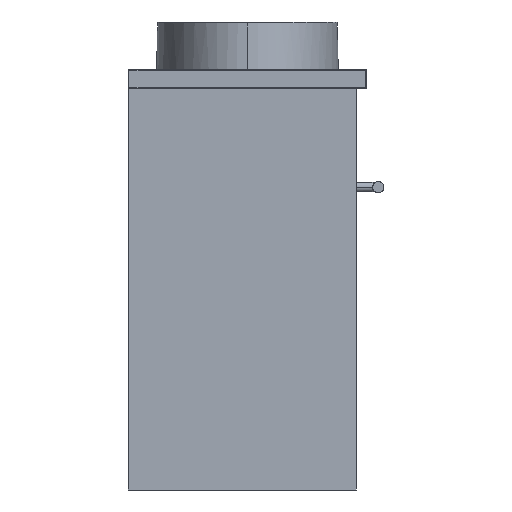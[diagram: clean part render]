
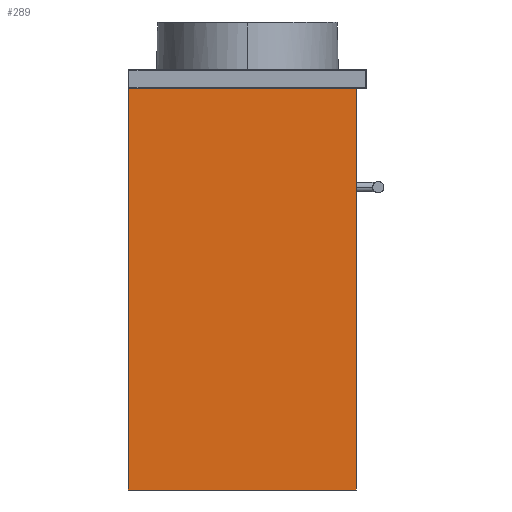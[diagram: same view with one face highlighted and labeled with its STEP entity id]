
A CAD part, left-side view. The second image highlights one B-rep face of the part: STEP entity #289.
In plain terms, the highlighted planar face has unit normal (-1, 0, 0).
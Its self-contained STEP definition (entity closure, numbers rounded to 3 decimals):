
#289=ADVANCED_FACE('',(#437),#2141,.T.);
#437=FACE_OUTER_BOUND('',#589,.T.);
#589=EDGE_LOOP('',(#1057,#1058,#1059,#1060));
#1057=ORIENTED_EDGE('',*,*,#1485,.F.);
#1058=ORIENTED_EDGE('',*,*,#1486,.F.);
#1059=ORIENTED_EDGE('',*,*,#1482,.F.);
#1060=ORIENTED_EDGE('',*,*,#1484,.F.);
#1482=EDGE_CURVE('',#2027,#2028,#1756,.T.);
#1484=EDGE_CURVE('',#2029,#2027,#1758,.T.);
#1485=EDGE_CURVE('',#2030,#2029,#1759,.T.);
#1486=EDGE_CURVE('',#2028,#2030,#1760,.T.);
#1756=B_SPLINE_CURVE_WITH_KNOTS('',1,(#32453,#32454),.UNSPECIFIED.,.F.,
 .F.,(2,2),(0.,239.),.UNSPECIFIED.);
#1758=B_SPLINE_CURVE_WITH_KNOTS('',1,(#32457,#32458),.UNSPECIFIED.,.F.,
 .F.,(2,2),(-420.,0.),.UNSPECIFIED.);
#1759=B_SPLINE_CURVE_WITH_KNOTS('',1,(#32459,#32460),.UNSPECIFIED.,.F.,
 .F.,(2,2),(-239.,0.),.UNSPECIFIED.);
#1760=B_SPLINE_CURVE_WITH_KNOTS('',1,(#32461,#32462),.UNSPECIFIED.,.F.,
 .F.,(2,2),(-420.,0.),.UNSPECIFIED.);
#2027=VERTEX_POINT('',#32439);
#2028=VERTEX_POINT('',#32440);
#2029=VERTEX_POINT('',#32441);
#2030=VERTEX_POINT('',#32442);
#2141=PLANE('',#2482);
#2482=AXIS2_PLACEMENT_3D('',#32431,#2607,$);
#2607=DIRECTION('',(-1.,0.,0.));
#32431=CARTESIAN_POINT('',(-294.,-252.,-23.9));
#32439=CARTESIAN_POINT('',(-294.,210.,0.));
#32440=CARTESIAN_POINT('',(-294.,210.,239.));
#32441=CARTESIAN_POINT('',(-294.,-210.,0.));
#32442=CARTESIAN_POINT('',(-294.,-210.,239.));
#32453=CARTESIAN_POINT('',(-294.,210.,0.));
#32454=CARTESIAN_POINT('',(-294.,210.,239.));
#32457=CARTESIAN_POINT('',(-294.,-210.,0.));
#32458=CARTESIAN_POINT('',(-294.,210.,0.));
#32459=CARTESIAN_POINT('',(-294.,-210.,239.));
#32460=CARTESIAN_POINT('',(-294.,-210.,0.));
#32461=CARTESIAN_POINT('',(-294.,210.,239.));
#32462=CARTESIAN_POINT('',(-294.,-210.,239.));
